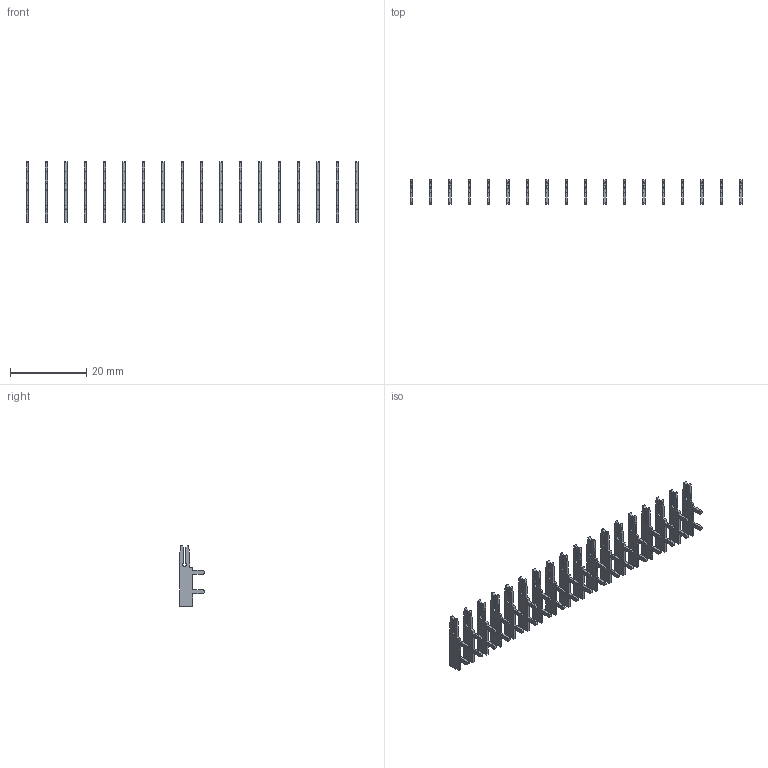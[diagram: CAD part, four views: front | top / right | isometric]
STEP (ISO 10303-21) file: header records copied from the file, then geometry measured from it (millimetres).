
FILE_DESCRIPTION (( 'STEP AP203' ), '1' );
FILE_NAME ('105-018-202-200.STEP', '2020-04-07T22:50:29', ( '' ), ( '' ), 'SwSTEP 2.0', 'SolidWorks 2016', '' );
FILE_SCHEMA (( 'CONFIG_CONTROL_DESIGN' ));
Length unit declared in the file: inch
Products named in the file (2): 100-290-001_100-290-202; 105-018-202-200
Assembly tree (18 placements, depth 2):
  105-018-202-200
    100-290-001_100-290-202  x18
Bounding box: 86.96 x 6.53 x 15.88 mm (x, y, z)
Volume: 571.9 mm3; surface area: 2543.4 mm2
Topology: 18 solids, 18 shells, 540 faces, 1512 edges, 1008 vertices
Faces by surface type: plane 414, cylinder 126
Entity records: 1706 total; most frequent: CARTESIAN_POINT 203, DIRECTION 196, ORIENTED_EDGE 168, EDGE_CURVE 84, LINE 66, VECTOR 66, AXIS2_PLACEMENT_3D 65, VERTEX_POINT 56
